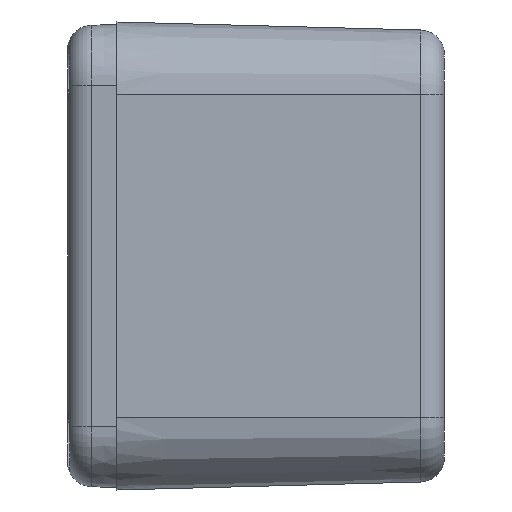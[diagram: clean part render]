
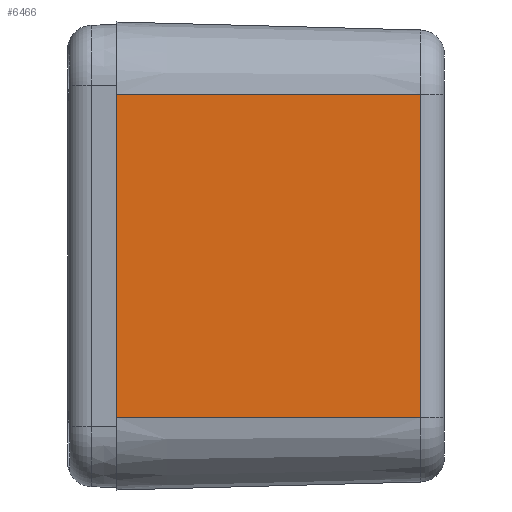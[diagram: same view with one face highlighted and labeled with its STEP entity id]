
A CAD part, left-side view. The second image highlights one B-rep face of the part: STEP entity #6466.
In plain terms, the highlighted face is planar.
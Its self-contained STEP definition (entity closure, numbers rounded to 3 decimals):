
#429=PLANE('',#6878);
#827=FACE_OUTER_BOUND('',#1232,.T.);
#1232=EDGE_LOOP('',(#5476,#5477,#5478,#5479));
#1783=LINE('',#11123,#2360);
#1786=LINE('',#11130,#2363);
#1792=LINE('',#11146,#2369);
#1793=LINE('',#11147,#2370);
#2360=VECTOR('',#8063,26.5);
#2363=VECTOR('',#8070,25.061);
#2369=VECTOR('',#8088,26.5);
#2370=VECTOR('',#8089,25.061);
#3139=VERTEX_POINT('',#11111);
#3142=VERTEX_POINT('',#11118);
#3144=VERTEX_POINT('',#11128);
#3148=VERTEX_POINT('',#11145);
#3957=EDGE_CURVE('',#3139,#3142,#1783,.T.);
#3961=EDGE_CURVE('',#3144,#3139,#1786,.T.);
#3968=EDGE_CURVE('',#3148,#3144,#1792,.T.);
#3969=EDGE_CURVE('',#3148,#3142,#1793,.T.);
#5476=ORIENTED_EDGE('',*,*,#3957,.F.);
#5477=ORIENTED_EDGE('',*,*,#3961,.F.);
#5478=ORIENTED_EDGE('',*,*,#3968,.F.);
#5479=ORIENTED_EDGE('',*,*,#3969,.T.);
#6466=ADVANCED_FACE('',(#827),#429,.T.);
#6878=AXIS2_PLACEMENT_3D('',#11144,#8086,#8087);
#8063=DIRECTION('',(0.,1.,0.));
#8070=DIRECTION('',(0.026,0.,-1.));
#8086=DIRECTION('center_axis',(-1.,0.,-0.026));
#8087=DIRECTION('ref_axis',(0.,1.,0.));
#8088=DIRECTION('',(0.,-1.,0.));
#8089=DIRECTION('',(0.026,0.,-1.));
#11111=CARTESIAN_POINT('',(-45.644,-13.25,-25.052));
#11118=CARTESIAN_POINT('',(-45.644,13.25,-25.052));
#11123=CARTESIAN_POINT('',(-45.644,6.625,-25.052));
#11128=CARTESIAN_POINT('',(-46.3,-13.25,0.));
#11130=CARTESIAN_POINT('',(-46.3,-13.25,0.));
#11144=CARTESIAN_POINT('Origin',(-46.3,13.25,0.));
#11145=CARTESIAN_POINT('',(-46.3,13.25,0.));
#11146=CARTESIAN_POINT('',(-46.3,13.25,0.));
#11147=CARTESIAN_POINT('',(-46.3,13.25,0.));
